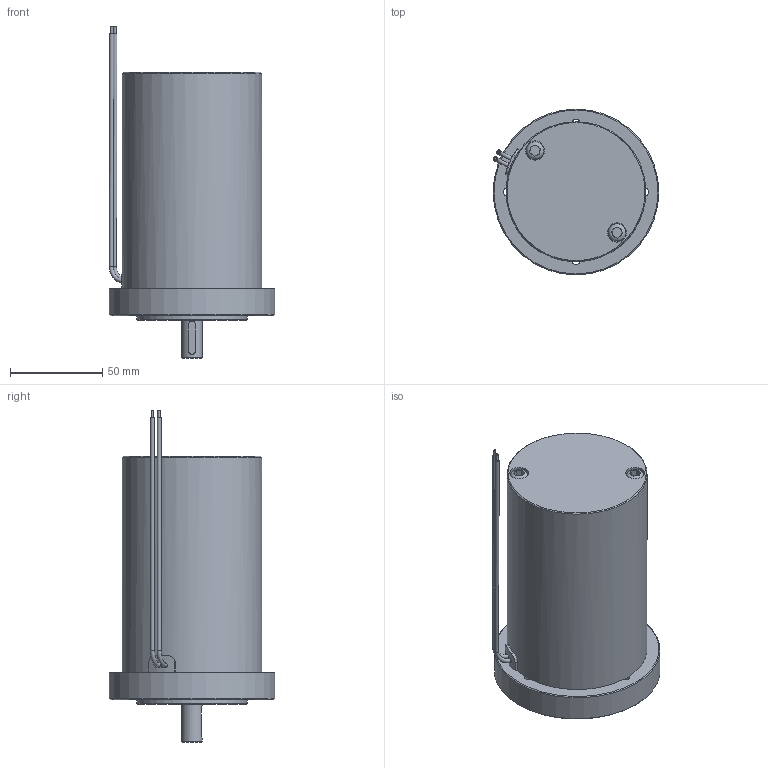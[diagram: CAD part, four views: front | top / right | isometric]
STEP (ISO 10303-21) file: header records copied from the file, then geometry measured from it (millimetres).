
FILE_DESCRIPTION(/* description */ (''),/* implementation_level */ '2;1');
FILE_NAME(/* name */ 'Silnik 330 000 021.stp',/* time_stamp */ '2022-10-12T10:12:46+02:00',/* author */ ('gpogoda'),/* organization */ (''),/* preprocessor_version */ 'ST-DEVELOPER v16.5',/* originating_system */ 'Autodesk Inventor 2017',/* authorisation */ '');
FILE_SCHEMA (('AUTOMOTIVE_DESIGN { 1 0 10303 214 3 1 1 }'));
Length unit declared in the file: millimetre
Products named in the file (1): Silnik 330 000 021
Bounding box: 90 x 90 x 180.36 mm (x, y, z)
Volume: 315428.8 mm3; surface area: 121519.3 mm2
Topology: 48 solids, 55 shells, 1368 faces, 3809 edges, 2474 vertices
Faces by surface type: plane 673, cylinder 391, torus 135, cone 127, bspline 22, sphere 20
Full cylindrical faces by diameter (mm): 1.2 x2, 2.2 x4, 3.4 x2, 3.5 x2, 4.134 x4, 4.917 x2, 6 x2, 6.5 x1, 8 x2, 9.5 x2, 10.5 x2, 10.9 x4, 11 x1, 12 x8, 12.02 x2, 12.1 x1, 12.5 x1, 12.85 x2, 13.8 x2, 16.4 x8, 18.8 x1, 20.4 x1, 23 x1, 23.5 x4, 23.6 x4, 28 x4, 60 x1, 71 x1, 71.4 x1, 71.5 x1
Entity records: 44048 total; most frequent: CARTESIAN_POINT 9425, DIRECTION 7384, ORIENTED_EDGE 7252, EDGE_CURVE 3550, AXIS2_PLACEMENT_3D 2776, VERTEX_POINT 2365, LINE 1832, VECTOR 1832
